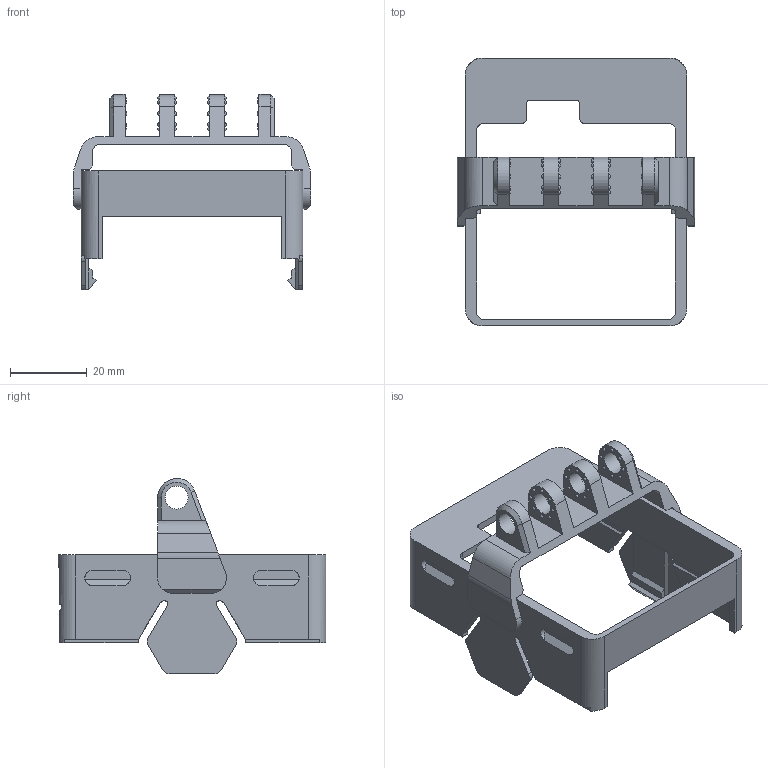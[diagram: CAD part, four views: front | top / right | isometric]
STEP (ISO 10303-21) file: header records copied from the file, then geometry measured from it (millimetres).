
FILE_DESCRIPTION(/* description */ (''),/* implementation_level */ '2;1');
FILE_NAME(/* name */ 'SMARS L298P Cover Attachments v12.step',/* time_stamp */ '2021-01-17T15:26:02+02:00',/* author */ (''),/* organization */ (''),/* preprocessor_version */ 'ST-DEVELOPER v18.1',/* originating_system */ 'Autodesk Translation Framework v9.7.1.1290',/* authorisation */ '');
FILE_SCHEMA (('AUTOMOTIVE_DESIGN { 1 0 10303 214 3 1 1 }'));
Length unit declared in the file: millimetre
Products named in the file (2): SMARS L298P Cover Attachments; Top Low
Assembly tree (1 placements, depth 2):
  SMARS L298P Cover Attachments
    Top Low
Bounding box: 62 x 70 x 51 mm (x, y, z)
Volume: 15358 mm3; surface area: 15736.3 mm2
Topology: 2 solids, 2 shells, 284 faces, 797 edges, 524 vertices
Faces by surface type: plane 166, cylinder 68, sphere 48, cone 2
Full cylindrical faces by diameter (mm): 6 x4
Entity records: 9049 total; most frequent: DIRECTION 1583, CARTESIAN_POINT 1578, ORIENTED_EDGE 1498, EDGE_CURVE 749, AXIS2_PLACEMENT_3D 549, VERTEX_POINT 524, LINE 485, VECTOR 485
